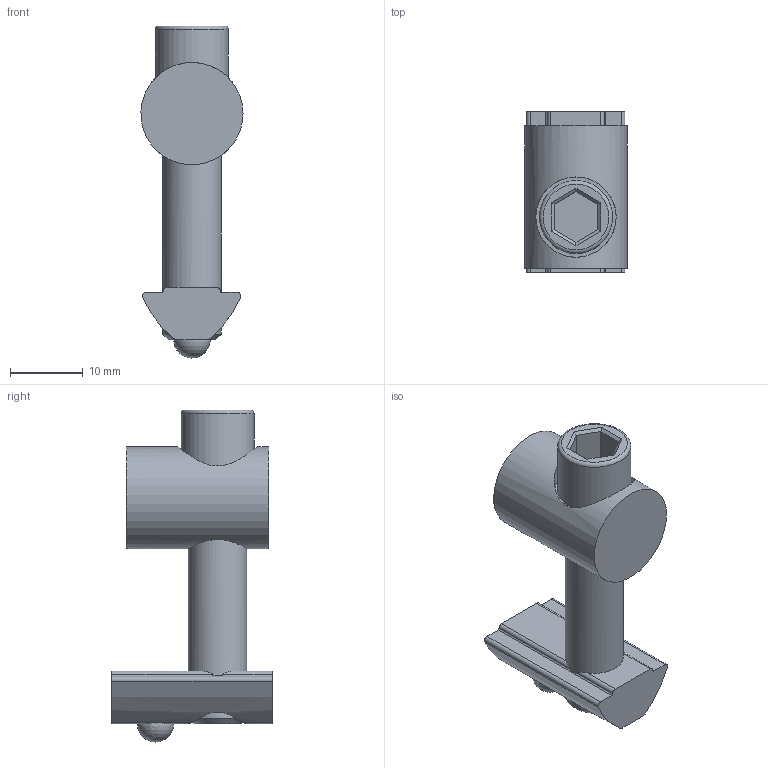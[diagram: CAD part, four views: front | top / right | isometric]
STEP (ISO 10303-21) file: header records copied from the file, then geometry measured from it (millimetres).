
FILE_DESCRIPTION(/* description */ ('KriTec_Bolzenverbinder_8'),/* implementation_level */ '2;1');
FILE_NAME(/* name */ '13009_KriTec_Bolzenverbinder_8.stp',/* time_stamp */ '2020-04-14T11:41:25+02:00',/* author */ ('Nell'),/* organization */ (''),/* preprocessor_version */ 'ST-DEVELOPER v17',/* originating_system */ 'Autodesk Inventor 2018',/* authorisation */ '');
FILE_SCHEMA (('AUTOMOTIVE_DESIGN { 1 0 10303 214 3 1 1 }'));
Length unit declared in the file: millimetre
Products named in the file (1): 13009
Bounding box: 13.99 x 22 x 45.48 mm (x, y, z)
Volume: 5599.4 mm3; surface area: 2984.6 mm2
Topology: 2 solids, 2 shells, 59 faces, 162 edges, 108 vertices
Faces by surface type: plane 31, cylinder 22, cone 4, torus 1, sphere 1
Full cylindrical faces by diameter (mm): 5 x1, 8 x1, 10 x1, 11 x1, 14 x1
Entity records: 2151 total; most frequent: CARTESIAN_POINT 616, ORIENTED_EDGE 322, DIRECTION 296, EDGE_CURVE 161, VERTEX_POINT 112, AXIS2_PLACEMENT_3D 107, LINE 82, VECTOR 82
